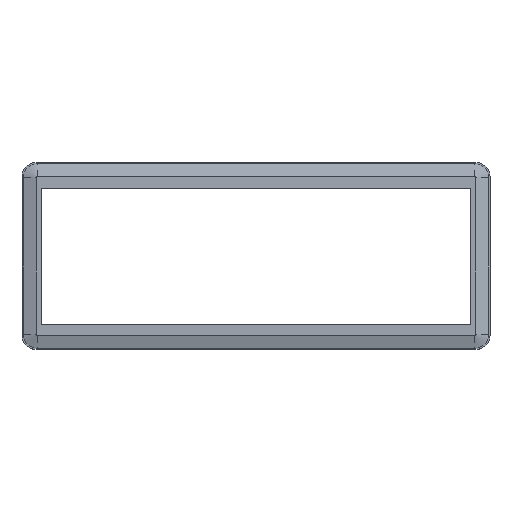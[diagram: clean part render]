
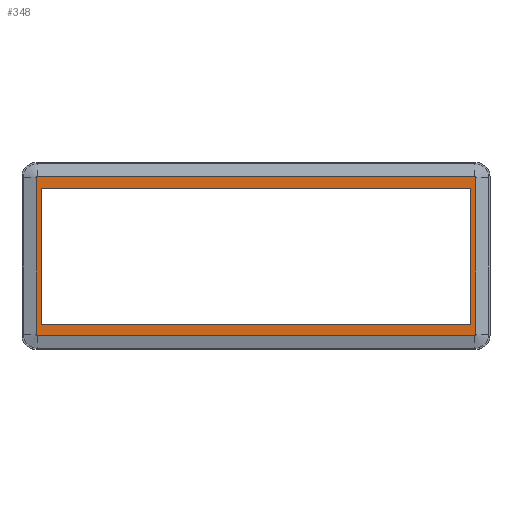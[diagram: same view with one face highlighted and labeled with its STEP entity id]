
A CAD part, top view. The second image highlights one B-rep face of the part: STEP entity #348.
In plain terms, the highlighted planar face has unit normal (0, 0, 1).
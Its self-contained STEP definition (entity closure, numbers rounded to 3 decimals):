
#95 = VERTEX_POINT('',#96);
#96 = CARTESIAN_POINT('',(-156.,-59.517,15.));
#104 = VERTEX_POINT('',#105);
#105 = CARTESIAN_POINT('',(-156.767,-58.75,15.));
#111 = EDGE_CURVE('',#95,#104,#112,.T.);
#112 = CIRCLE('',#113,0.767);
#113 = AXIS2_PLACEMENT_3D('',#114,#115,#116);
#114 = CARTESIAN_POINT('',(-156.,-58.75,15.));
#115 = DIRECTION('',(0.,0.,-1.));
#116 = DIRECTION('',(0.,-1.,0.));
#282 = VERTEX_POINT('',#283);
#283 = CARTESIAN_POINT('',(-156.767,52.75,15.));
#289 = EDGE_CURVE('',#104,#282,#290,.T.);
#290 = LINE('',#291,#292);
#291 = CARTESIAN_POINT('',(-156.767,-58.75,15.));
#292 = VECTOR('',#293,1.);
#293 = DIRECTION('',(0.,1.,0.));
#329 = VERTEX_POINT('',#330);
#330 = CARTESIAN_POINT('',(156.,-59.517,15.));
#338 = EDGE_CURVE('',#329,#95,#339,.T.);
#339 = LINE('',#340,#341);
#340 = CARTESIAN_POINT('',(156.,-59.517,15.));
#341 = VECTOR('',#342,1.);
#342 = DIRECTION('',(-1.,0.,0.));
#348 = ADVANCED_FACE('',(#349,#395),#429,.T.);
#349 = FACE_BOUND('',#350,.T.);
#350 = EDGE_LOOP('',(#351,#352,#353,#354,#363,#371,#380,#388));
#351 = ORIENTED_EDGE('',*,*,#289,.F.);
#352 = ORIENTED_EDGE('',*,*,#111,.F.);
#353 = ORIENTED_EDGE('',*,*,#338,.F.);
#354 = ORIENTED_EDGE('',*,*,#355,.F.);
#355 = EDGE_CURVE('',#356,#329,#358,.T.);
#356 = VERTEX_POINT('',#357);
#357 = CARTESIAN_POINT('',(156.767,-58.75,15.));
#358 = CIRCLE('',#359,0.767);
#359 = AXIS2_PLACEMENT_3D('',#360,#361,#362);
#360 = CARTESIAN_POINT('',(156.,-58.75,15.));
#361 = DIRECTION('',(0.,0.,-1.));
#362 = DIRECTION('',(1.,0.,0.));
#363 = ORIENTED_EDGE('',*,*,#364,.F.);
#364 = EDGE_CURVE('',#365,#356,#367,.T.);
#365 = VERTEX_POINT('',#366);
#366 = CARTESIAN_POINT('',(156.767,52.75,15.));
#367 = LINE('',#368,#369);
#368 = CARTESIAN_POINT('',(156.767,52.75,15.));
#369 = VECTOR('',#370,1.);
#370 = DIRECTION('',(0.,-1.,0.));
#371 = ORIENTED_EDGE('',*,*,#372,.F.);
#372 = EDGE_CURVE('',#373,#365,#375,.T.);
#373 = VERTEX_POINT('',#374);
#374 = CARTESIAN_POINT('',(156.,53.517,15.));
#375 = CIRCLE('',#376,0.767);
#376 = AXIS2_PLACEMENT_3D('',#377,#378,#379);
#377 = CARTESIAN_POINT('',(156.,52.75,15.));
#378 = DIRECTION('',(0.,0.,-1.));
#379 = DIRECTION('',(0.,1.,0.));
#380 = ORIENTED_EDGE('',*,*,#381,.F.);
#381 = EDGE_CURVE('',#382,#373,#384,.T.);
#382 = VERTEX_POINT('',#383);
#383 = CARTESIAN_POINT('',(-156.,53.517,15.));
#384 = LINE('',#385,#386);
#385 = CARTESIAN_POINT('',(-156.,53.517,15.));
#386 = VECTOR('',#387,1.);
#387 = DIRECTION('',(1.,0.,0.));
#388 = ORIENTED_EDGE('',*,*,#389,.F.);
#389 = EDGE_CURVE('',#282,#382,#390,.T.);
#390 = CIRCLE('',#391,0.767);
#391 = AXIS2_PLACEMENT_3D('',#392,#393,#394);
#392 = CARTESIAN_POINT('',(-156.,52.75,15.));
#393 = DIRECTION('',(0.,0.,-1.));
#394 = DIRECTION('',(-1.,0.,0.));
#395 = FACE_BOUND('',#396,.T.);
#396 = EDGE_LOOP('',(#397,#407,#415,#423));
#397 = ORIENTED_EDGE('',*,*,#398,.F.);
#398 = EDGE_CURVE('',#399,#401,#403,.T.);
#399 = VERTEX_POINT('',#400);
#400 = CARTESIAN_POINT('',(153.4,45.,15.));
#401 = VERTEX_POINT('',#402);
#402 = CARTESIAN_POINT('',(-153.4,45.,15.));
#403 = LINE('',#404,#405);
#404 = CARTESIAN_POINT('',(-76.7,45.,15.));
#405 = VECTOR('',#406,1.);
#406 = DIRECTION('',(-1.,0.,0.));
#407 = ORIENTED_EDGE('',*,*,#408,.F.);
#408 = EDGE_CURVE('',#409,#399,#411,.T.);
#409 = VERTEX_POINT('',#410);
#410 = CARTESIAN_POINT('',(153.4,-51.8,15.));
#411 = LINE('',#412,#413);
#412 = CARTESIAN_POINT('',(153.4,21.,15.));
#413 = VECTOR('',#414,1.);
#414 = DIRECTION('',(0.,1.,0.));
#415 = ORIENTED_EDGE('',*,*,#416,.F.);
#416 = EDGE_CURVE('',#417,#409,#419,.T.);
#417 = VERTEX_POINT('',#418);
#418 = CARTESIAN_POINT('',(-153.4,-51.8,15.));
#419 = LINE('',#420,#421);
#420 = CARTESIAN_POINT('',(76.7,-51.8,15.));
#421 = VECTOR('',#422,1.);
#422 = DIRECTION('',(1.,0.,0.));
#423 = ORIENTED_EDGE('',*,*,#424,.F.);
#424 = EDGE_CURVE('',#401,#417,#425,.T.);
#425 = LINE('',#426,#427);
#426 = CARTESIAN_POINT('',(-153.4,-27.4,15.));
#427 = VECTOR('',#428,1.);
#428 = DIRECTION('',(-0.,-1.,0.));
#429 = PLANE('',#430);
#430 = AXIS2_PLACEMENT_3D('',#431,#432,#433);
#431 = CARTESIAN_POINT('',(0.,-3.,15.));
#432 = DIRECTION('',(0.,0.,1.));
#433 = DIRECTION('',(1.,0.,0.));
